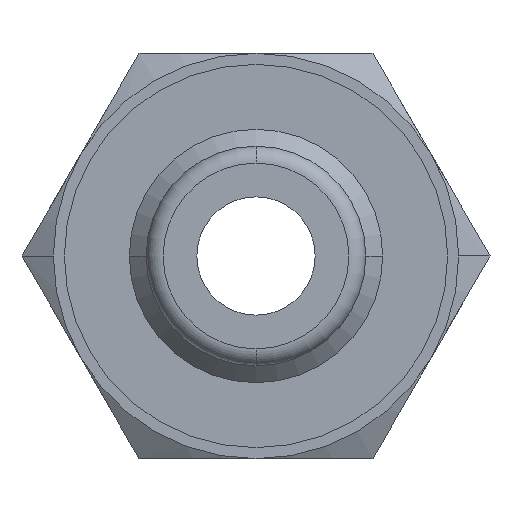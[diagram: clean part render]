
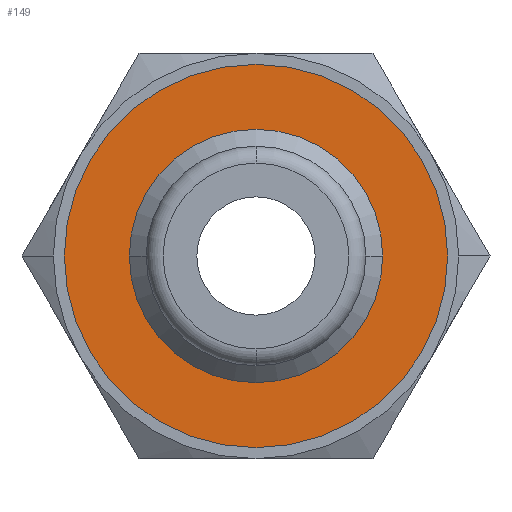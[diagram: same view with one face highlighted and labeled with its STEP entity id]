
A CAD part, front view. The second image highlights one B-rep face of the part: STEP entity #149.
In plain terms, the highlighted planar face has unit normal (0, -1, 0).
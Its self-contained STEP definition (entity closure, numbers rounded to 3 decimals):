
#149=ADVANCED_FACE('',(#348,#349),#350,.T.);
#348=FACE_OUTER_BOUND('',#597,.T.);
#349=FACE_BOUND('',#598,.T.);
#350=PLANE('',#599);
#597=EDGE_LOOP('',(#959,#960));
#598=EDGE_LOOP('',(#961,#962));
#599=AXIS2_PLACEMENT_3D('',#963,#964,#965);
#959=ORIENTED_EDGE('',*,*,#1501,.T.);
#960=ORIENTED_EDGE('',*,*,#1426,.T.);
#961=ORIENTED_EDGE('',*,*,#1469,.F.);
#962=ORIENTED_EDGE('',*,*,#1502,.F.);
#963=CARTESIAN_POINT('',(0.0,21.5,0.0));
#964=DIRECTION('',(0.0,-1.0,0.0));
#965=DIRECTION('',(-1.0,0.0,0.0));
#1426=EDGE_CURVE('',#1687,#1685,#1688,.T.);
#1469=EDGE_CURVE('',#1753,#1751,#1755,.T.);
#1501=EDGE_CURVE('',#1685,#1687,#1806,.T.);
#1502=EDGE_CURVE('',#1751,#1753,#1807,.T.);
#1685=VERTEX_POINT('',#2056);
#1687=VERTEX_POINT('',#2059);
#1688=CIRCLE('',#2060,11.35);
#1751=VERTEX_POINT('',#2196);
#1753=VERTEX_POINT('',#2199);
#1755=CIRCLE('',#2202,7.5);
#1806=CIRCLE('',#2297,11.35);
#1807=CIRCLE('',#2298,7.5);
#2056=CARTESIAN_POINT('',(11.35,21.5,0.0));
#2059=CARTESIAN_POINT('',(-11.35,21.5,0.));
#2060=AXIS2_PLACEMENT_3D('',#2670,#2671,#2672);
#2196=CARTESIAN_POINT('',(7.5,21.5,0.));
#2199=CARTESIAN_POINT('',(-7.5,21.5,0.));
#2202=AXIS2_PLACEMENT_3D('',#2733,#2734,#2735);
#2297=AXIS2_PLACEMENT_3D('',#2774,#2775,#2776);
#2298=AXIS2_PLACEMENT_3D('',#2777,#2778,#2779);
#2670=CARTESIAN_POINT('',(0.0,21.5,0.0));
#2671=DIRECTION('',(0.0,-1.0,0.0));
#2672=DIRECTION('',(1.0,0.0,0.0));
#2733=CARTESIAN_POINT('',(0.0,21.5,0.0));
#2734=DIRECTION('',(0.0,-1.0,0.0));
#2735=DIRECTION('',(1.0,0.0,0.0));
#2774=CARTESIAN_POINT('',(0.0,21.5,0.0));
#2775=DIRECTION('',(0.0,-1.0,0.0));
#2776=DIRECTION('',(1.0,0.0,0.0));
#2777=CARTESIAN_POINT('',(0.0,21.5,0.0));
#2778=DIRECTION('',(0.0,-1.0,0.0));
#2779=DIRECTION('',(1.0,0.0,0.0));
